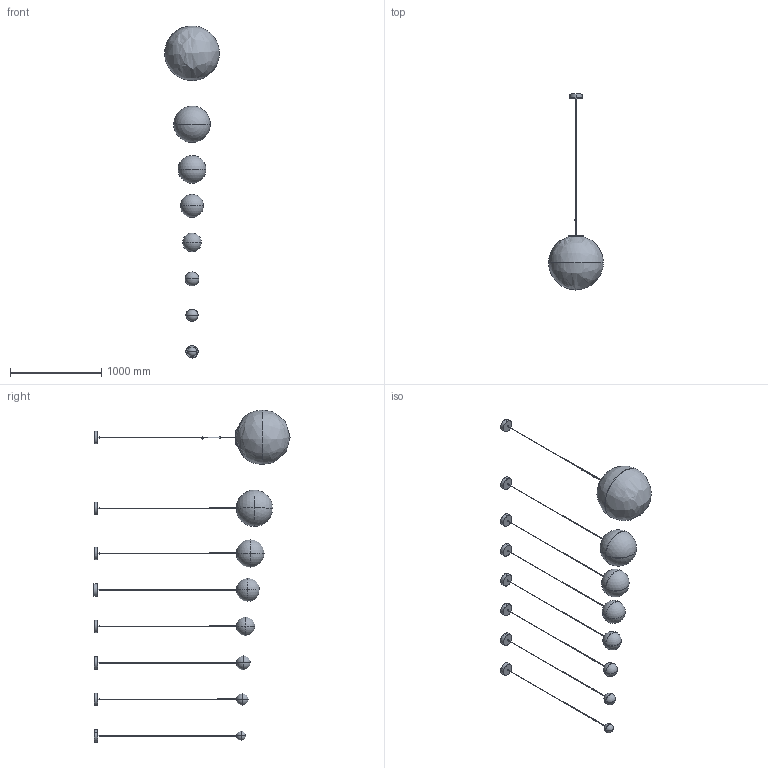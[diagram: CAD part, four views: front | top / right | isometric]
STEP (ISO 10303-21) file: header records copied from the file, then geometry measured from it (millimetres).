
FILE_DESCRIPTION (( 'STEP AP214' ), '1' );
FILE_NAME ('Pablo Designs - Bola Sphere Pendant - 4_24 - SHARE CAD - 062725.STEP', '2025-06-27T19:50:52', ( '' ), ( '' ), 'SwSTEP 2.0', 'SolidWorks 2019', '' );
FILE_SCHEMA (( 'AUTOMOTIVE_DESIGN' ));
Length unit declared in the file: inch
Products named in the file (51): ENGINE20W_ROPE; ENGINE20W_COB-BRIDGELUX_2; ENGINE20W_COB-BRIDGELUX_11; GLASS24_RETAINER-RING; ENGINE20W_COB-BRIDGELUX_7; Pablo Designs - Bola Sphere Pendant - 4_24 - SHARE CAD - 062725; ENGINE20W_COB-BRIDGELUX_12; POLE_AL; ENGINE20W_CABLE-CORD; ENGINE20W_COB-BRIDGELUX_10; ENGINE20W_COB-BRIDGELUX_6; ENGINE20W_COB-BRIDGELUX_20; ENGINE20W_CABLE-CLIPS; ENGINE20W_COB-BRIDGELUX_13; GLASS24_GLOBE; ENGINE20W_COB-BRIDGELUX; ENGINE20W_M4SCREW; ENGINE20W_COB-BRIDGELUX_8; ENGINE20W_COB-BRIDGELUX_22; ENGINE20W_ASM; ENGINE20W_COB-BRIDGELUX_21; ENGINE20W_COB-BRIDGELUX_14; CONNECTOR_ASM; ENGINE20W_COB-BRIDGELUX_16; ENGINE20W_M6HEX; GLASS24_ASM; CONNECTOR; ENGINE20W_CABLE-CORD_2; ENGINE20W_COB-BRIDGELUX_3; CONNECTOR_POLE; ENGINE20W_COB-BRIDGELUX_4; ENGINE20W_RADIATOR; ENGINE20W_COB-BRIDGELUX_5; POLE_PLATE; ENGINE20W_COB-BRIDGELUX_17; ENGINE20W_DIFFUSER; ENGINE20W_COB-BRIDGELUX_23; ENGINE20W_PLATEN; POLE_ASM; ENGINE20W_RADIATOR_2 ...
Assembly tree (55 placements, depth 4):
  Pablo Designs - Bola Sphere Pendant - 4_24 - SHARE CAD - 062725
    BOLA SPHERE 4_16_24
    ENGINE20W_ASM
      ENGINE20W_RADIATOR_2
      ENGINE20W_RADIATOR
      ENGINE20W_COB-BRIDGELUX
        ENGINE20W_COB-BRIDGELUX_13
        ENGINE20W_COB-BRIDGELUX_11
        ENGINE20W_COB-BRIDGELUX_8
        ENGINE20W_COB-BRIDGELUX
        ENGINE20W_COB-BRIDGELUX_9
        ENGINE20W_COB-BRIDGELUX_12
        ENGINE20W_COB-BRIDGELUX_22
        ENGINE20W_COB-BRIDGELUX_10
        ENGINE20W_COB-BRIDGELUX_20
        ENGINE20W_COB-BRIDGELUX_21
        ENGINE20W_COB-BRIDGELUX_2
        ENGINE20W_COB-BRIDGELUX_3
        ENGINE20W_COB-BRIDGELUX_6
        ENGINE20W_COB-BRIDGELUX_15
        ENGINE20W_COB-BRIDGELUX_14
        ENGINE20W_COB-BRIDGELUX_23
        ENGINE20W_COB-BRIDGELUX_17
        ENGINE20W_COB-BRIDGELUX_5
        ENGINE20W_COB-BRIDGELUX_4
        ENGINE20W_COB-BRIDGELUX_19
        ENGINE20W_COB-BRIDGELUX_18
        ENGINE20W_COB-BRIDGELUX_7
      ENGINE20W_COB-BRIDGELUX_16
      ENGINE20W_PLATEN
      ENGINE20W_M2L8  x2
      ENGINE20W_CABLE-CORD
        ENGINE20W_CABLE-CORD
        ENGINE20W_CABLE-CORD_2
      ENGINE20W_TUBE25
      ENGINE20W_ROPE
      ENGINE20W_DIFFUSER
      ENGINE20W_M2L6  x2
      ENGINE20W_M6HEX  x2
      ENGINE20W_CABLE-CLIPS
      ENGINE20W_M4SCREW  x2
      POLE_ASM
        POLE_PLATE
        POLE_AL
      CONNECTOR_ASM
        CONNECTOR_POLE
        POLE_PLATE
        CONNECTOR
      GLASS24_ASM
        GLASS24_GLOBE
        GLASS24_INNER-RING
        GLASS24_RETAINER-RING
Bounding box: 598.1 x 2148.9 x 3639.78 mm (x, y, z)
Volume: 11747272.1 mm3; surface area: 5674556.4 mm2
Topology: 118 solids, 127 shells, 3570 faces, 10159 edges, 6754 vertices
Faces by surface type: cylinder 1430, plane 920, bspline 814, cone 290, sphere 64, torus 52
Entity records: 239834 total; most frequent: CARTESIAN_POINT 153737, ORIENTED_EDGE 17660, DIRECTION 11631, EDGE_CURVE 8856, VERTEX_POINT 5935, AXIS2_PLACEMENT_3D 4413, B_SPLINE_CURVE_WITH_KNOTS 4075, EDGE_LOOP 3453
